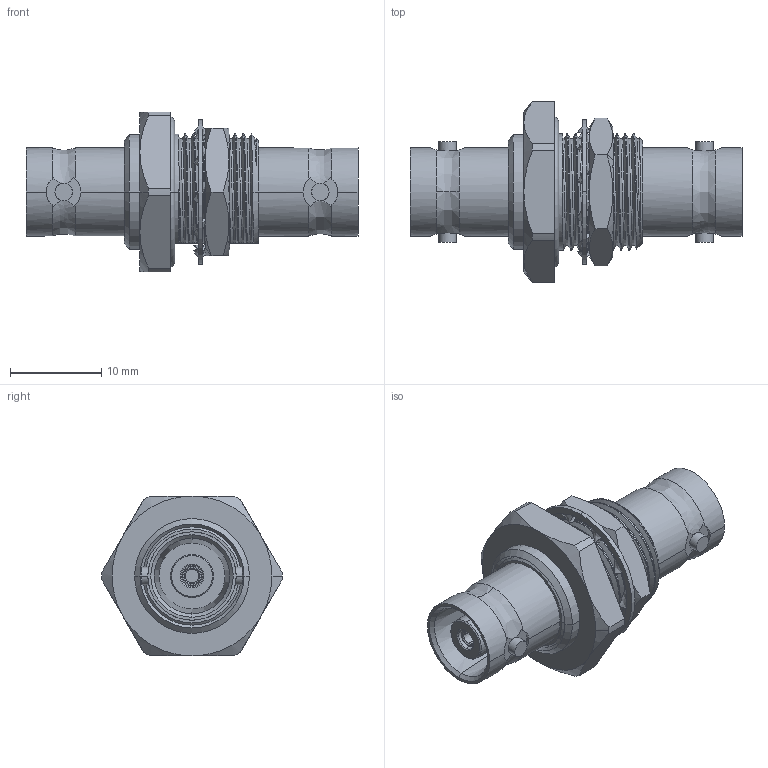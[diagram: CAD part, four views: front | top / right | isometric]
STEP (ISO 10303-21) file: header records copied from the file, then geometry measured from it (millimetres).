
FILE_DESCRIPTION (( 'STEP AP203' ), '1' );
FILE_NAME ('PE9268.step', '2019-06-07T18:33:05', ( '' ), ( '' ), 'SwSTEP 2.0', 'SolidWorks 2018', '' );
FILE_SCHEMA (( 'CONFIG_CONTROL_DESIGN' ));
Length unit declared in the file: inch
Products named in the file (1): PE9268
Bounding box: 36.32 x 19.74 x 17.5 mm (x, y, z)
Volume: 3203 mm3; surface area: 3930.1 mm2
Topology: 4 solids, 4 shells, 366 faces, 1017 edges, 671 vertices
Faces by surface type: cylinder 111, plane 97, bspline 82, cone 72, torus 4
Entity records: 25582 total; most frequent: CARTESIAN_POINT 17080, ORIENTED_EDGE 2034, DIRECTION 1445, EDGE_CURVE 1017, VERTEX_POINT 671, AXIS2_PLACEMENT_3D 560, EDGE_LOOP 384, FACE_OUTER_BOUND 366
